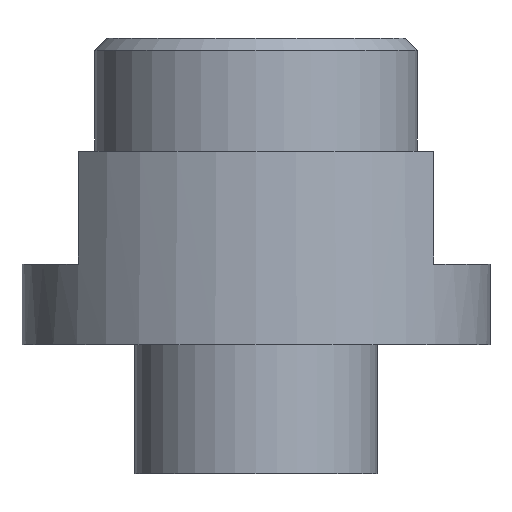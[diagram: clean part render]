
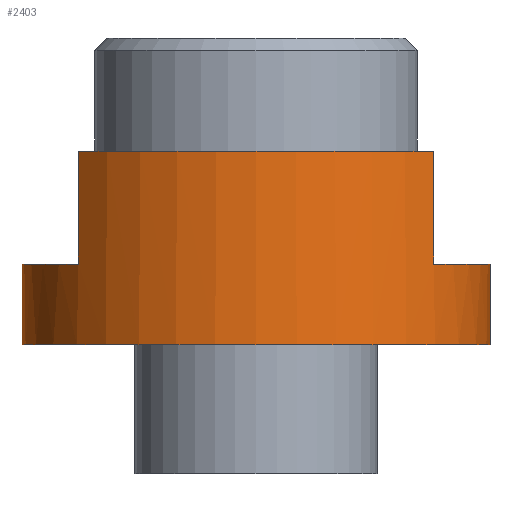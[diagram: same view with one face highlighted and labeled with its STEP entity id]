
A CAD part, front view. The second image highlights one B-rep face of the part: STEP entity #2403.
In plain terms, the highlighted cylindrical face has radius 14.5 mm (diameter 29 mm), a partial arc.
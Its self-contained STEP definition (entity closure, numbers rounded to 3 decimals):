
#899=EDGE_CURVE('',#2289,#1565,#2534,.T.);
#993=VERTEX_POINT('',#2635);
#1027=VERTEX_POINT('',#2673);
#1031=EDGE_CURVE('',#2393,#1125,#2678,.T.);
#1053=EDGE_CURVE('',#2393,#2133,#2701,.T.);
#1125=VERTEX_POINT('',#2782);
#1185=EDGE_CURVE('',#993,#1565,#2848,.T.);
#1193=EDGE_CURVE('',#1027,#1431,#2856,.T.);
#1431=VERTEX_POINT('',#3124);
#1541=EDGE_CURVE('',#1027,#2289,#3250,.T.);
#1565=VERTEX_POINT('',#3276);
#1627=EDGE_CURVE('',#1125,#1431,#3347,.T.);
#2133=VERTEX_POINT('',#3917);
#2289=VERTEX_POINT('',#4092);
#2381=EDGE_CURVE('',#993,#2133,#4198,.T.);
#2393=VERTEX_POINT('',#4211);
#2403=ADVANCED_FACE('',(#4222),#4223,.T.);
#2534=CIRCLE('',#4385,14.5);
#2635=CARTESIAN_POINT('',(-14.5,0.,0.));
#2673=CARTESIAN_POINT('',(-11.0,-9.447,12.0));
#2678=CIRCLE('',#4573,14.5);
#2701=LINE('',#4607,#4608);
#2782=CARTESIAN_POINT('',(11.0,-9.447,5.0));
#2848=LINE('',#4802,#4803);
#2856=CIRCLE('',#4817,14.5);
#3124=CARTESIAN_POINT('',(11.0,-9.447,12.0));
#3250=LINE('',#5329,#5330);
#3276=CARTESIAN_POINT('',(-14.5,0.,5.0));
#3347=LINE('',#5448,#5449);
#3917=CARTESIAN_POINT('',(14.5,0.,0.));
#4092=CARTESIAN_POINT('',(-11.0,-9.447,5.0));
#4198=CIRCLE('',#6525,14.5);
#4211=CARTESIAN_POINT('',(14.5,0.,5.0));
#4222=FACE_OUTER_BOUND('',#6554,.T.);
#4223=CYLINDRICAL_SURFACE('',#6555,14.5);
#4385=AXIS2_PLACEMENT_3D('',#6738,#6739,#6740);
#4573=AXIS2_PLACEMENT_3D('',#6926,#6927,#6928);
#4607=CARTESIAN_POINT('',(14.5,0.,6.));
#4608=VECTOR('',#6947,1.0);
#4802=CARTESIAN_POINT('',(-14.5,0.,6.));
#4803=VECTOR('',#7148,1.0);
#4817=AXIS2_PLACEMENT_3D('',#7154,#7155,#7156);
#5329=CARTESIAN_POINT('',(-11.0,-9.447,6.));
#5330=VECTOR('',#7702,1.0);
#5448=CARTESIAN_POINT('',(11.0,-9.447,6.));
#5449=VECTOR('',#7835,1.0);
#6525=AXIS2_PLACEMENT_3D('',#9033,#9034,#9035);
#6554=EDGE_LOOP('',(#9063,#9064,#9065,#9066,#9067,#9068,#9069,#9070));
#6555=AXIS2_PLACEMENT_3D('',#9071,#9072,#9073);
#6738=CARTESIAN_POINT('',(0.0,0.,5.0));
#6739=DIRECTION('',(-0.0,0.0,-1.0));
#6740=DIRECTION('',(-1.0,0.,0.0));
#6926=CARTESIAN_POINT('',(0.0,0.,5.0));
#6927=DIRECTION('',(-0.0,0.0,-1.0));
#6928=DIRECTION('',(-1.0,0.,0.0));
#6947=DIRECTION('',(-0.0,-0.0,-1.0));
#7148=DIRECTION('',(0.0,0.0,1.0));
#7154=CARTESIAN_POINT('',(0.0,0.,12.0));
#7155=DIRECTION('',(0.0,0.0,1.0));
#7156=DIRECTION('',(-1.0,0.,0.0));
#7702=DIRECTION('',(0.0,0.0,-1.0));
#7835=DIRECTION('',(0.0,0.0,1.0));
#9033=CARTESIAN_POINT('',(0.0,0.,0.));
#9034=DIRECTION('',(0.0,0.0,1.0));
#9035=DIRECTION('',(-1.0,0.,0.0));
#9063=ORIENTED_EDGE('',*,*,#1185,.F.);
#9064=ORIENTED_EDGE('',*,*,#2381,.T.);
#9065=ORIENTED_EDGE('',*,*,#1053,.F.);
#9066=ORIENTED_EDGE('',*,*,#1031,.T.);
#9067=ORIENTED_EDGE('',*,*,#1627,.T.);
#9068=ORIENTED_EDGE('',*,*,#1193,.F.);
#9069=ORIENTED_EDGE('',*,*,#1541,.T.);
#9070=ORIENTED_EDGE('',*,*,#899,.T.);
#9071=CARTESIAN_POINT('',(0.0,0.,6.));
#9072=DIRECTION('',(-0.0,-0.0,-1.0));
#9073=DIRECTION('',(-1.0,0.,0.0));
